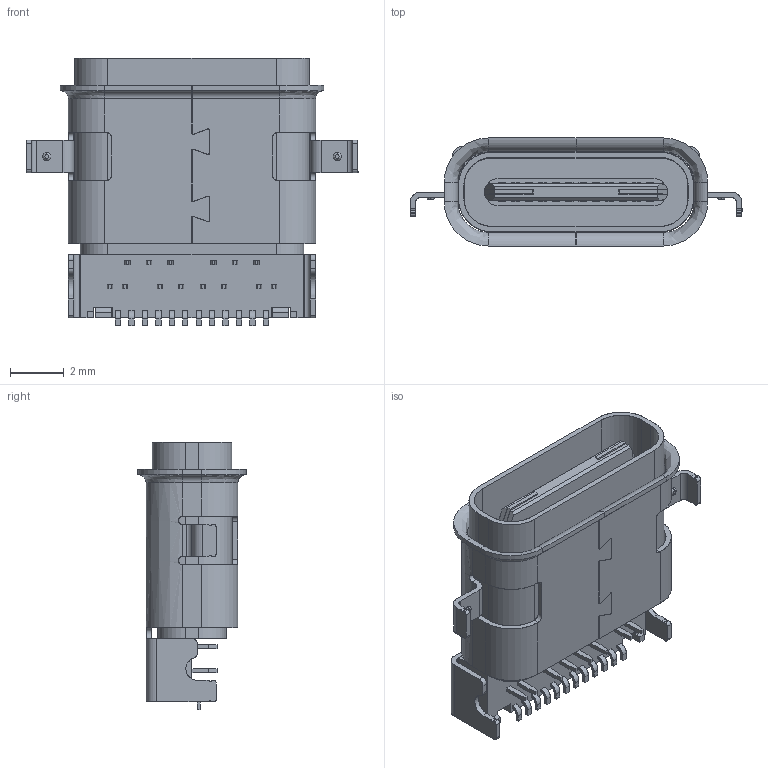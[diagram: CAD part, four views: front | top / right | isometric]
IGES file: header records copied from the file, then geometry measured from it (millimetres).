
Start section: SolidWorks IGES file using analytic representation for surfaces
Global section: file name: KUSB67X-MM-CS1-B15TR_A.IGS; native system: SolidWorks 2018; preprocessor: SolidWorks 2018; author: Garrett; date: 190627.120609; units: millimetre
Bounding box: 12.35 x 4.02 x 9.94 mm (x, y, z)
Surface area: 905.2 mm2 (no closed solid volume)
Topology: 0 solids, 0 shells, 692 faces, 4694 edges, 4694 vertices
Faces by surface type: bspline 518, revolution 174
